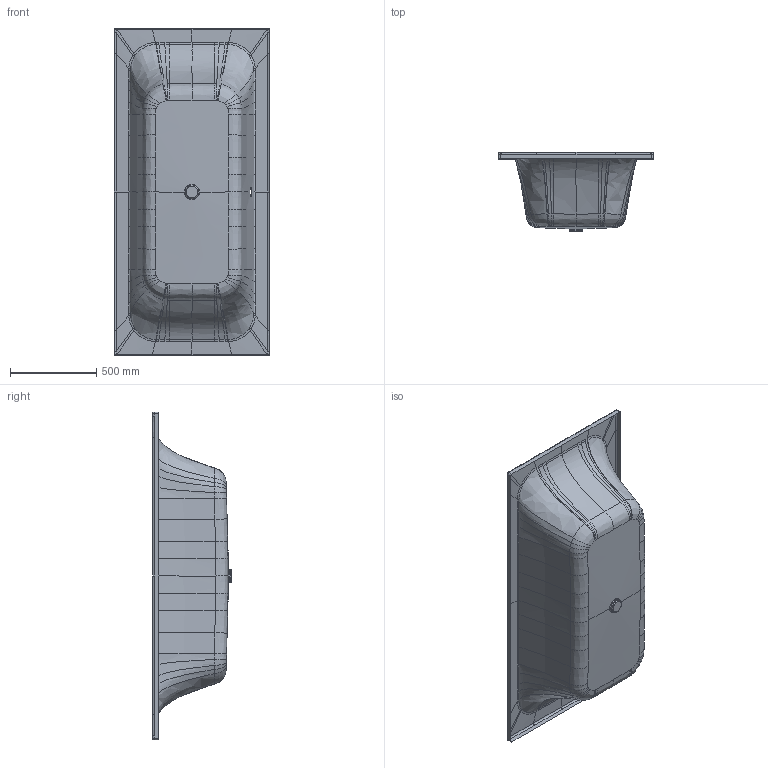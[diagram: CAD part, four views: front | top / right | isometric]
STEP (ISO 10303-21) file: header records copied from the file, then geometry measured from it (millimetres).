
FILE_DESCRIPTION((''),'2;1');
FILE_NAME('UBA_199_LFS_2V','2021-07-15T15:12:00',('grootj'),('Villeroy & Boch Wellness bv'),'CREO PARAMETRIC BY PTC INC, 2020454','CREO PARAMETRIC BY PTC INC, 2020454','');
FILE_SCHEMA(('CONFIG_CONTROL_DESIGN'));
Length unit declared in the file: millimetre
Products named in the file (1): UBA_199_LFS_2V
Bounding box: 900 x 456.8 x 1900 mm (x, y, z)
Surface area: 2996075.5 mm2 (no closed solid volume)
Topology: 0 solids, 1 shells, 249 faces, 597 edges, 348 vertices
Faces by surface type: bspline 160, cylinder 48, extrusion 20, plane 13, cone 4, torus 4
Entity records: 18794 total; most frequent: CARTESIAN_POINT 14371, ORIENTED_EDGE 1180, EDGE_CURVE 597, B_SPLINE_CURVE_WITH_KNOTS 429, DIRECTION 414, VERTEX_POINT 348, EDGE_LOOP 249, FACE_OUTER_BOUND 249
